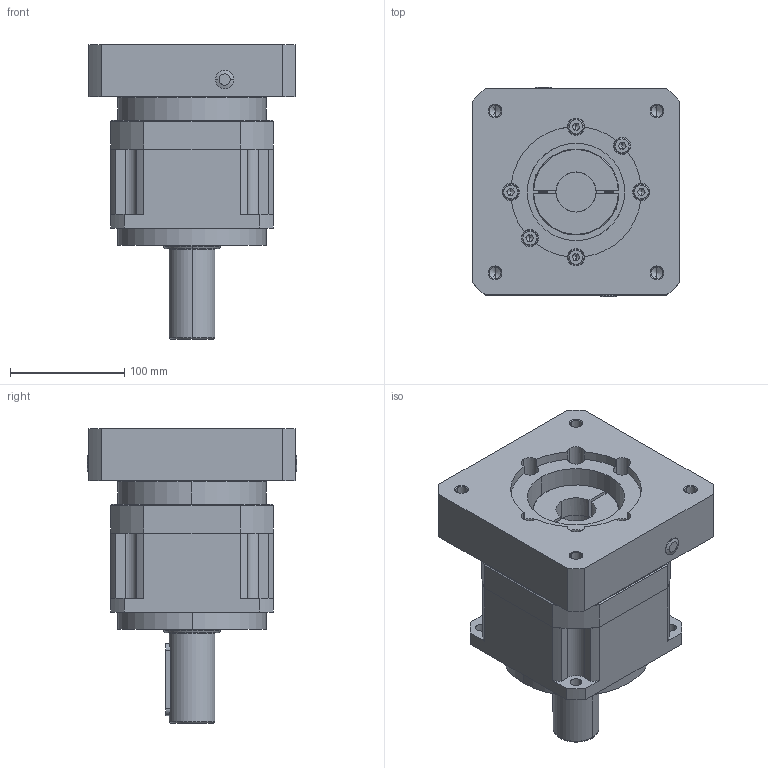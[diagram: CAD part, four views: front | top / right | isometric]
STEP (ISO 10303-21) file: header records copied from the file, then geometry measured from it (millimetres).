
FILE_DESCRIPTION (( 'STEP AP203' ), '1' );
FILE_NAME ('142蛌180等僇俋夤.STEP', '2017-11-23T05:15:27', ( 'Sky123.Org' ), ( 'Sky123.Org' ), 'SwSTEP 2.0', 'SolidWorks 2012', '' );
FILE_SCHEMA (( 'CONFIG_CONTROL_DESIGN' ));
Length unit declared in the file: millimetre
Products named in the file (1): 142蛌180等僇俋夤
Bounding box: 180 x 183 x 257 mm (x, y, z)
Volume: 3458763.7 mm3; surface area: 336306 mm2
Topology: 25 solids, 26 shells, 773 faces, 1884 edges, 1162 vertices
Faces by surface type: plane 347, cylinder 252, cone 96, torus 46, bspline 32
Entity records: 27142 total; most frequent: CARTESIAN_POINT 9224, DIRECTION 3809, ORIENTED_EDGE 3684, EDGE_CURVE 1842, AXIS2_PLACEMENT_3D 1457, VERTEX_POINT 1162, LINE 895, VECTOR 895
